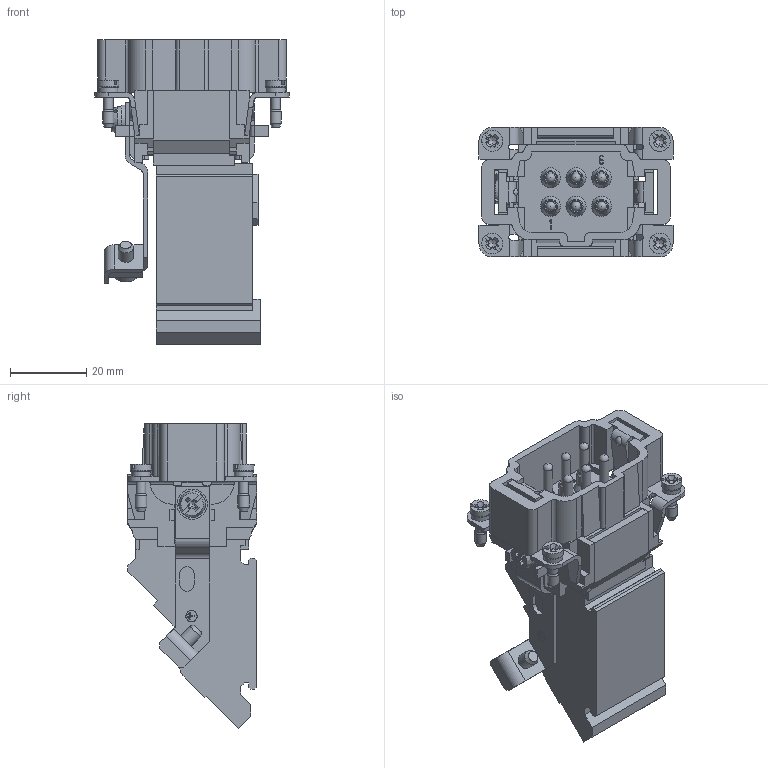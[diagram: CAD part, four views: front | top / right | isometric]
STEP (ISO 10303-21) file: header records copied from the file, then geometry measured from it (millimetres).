
FILE_DESCRIPTION(/* description */ (''),/* implementation_level */ '2;1');
FILE_NAME(/* name */ '100703520ugm000_a.stp',/* time_stamp */ '2019-05-09T15:48:14+02:00',/* author */ (''),/* organization */ (''),/* preprocessor_version */ 'ST-DEVELOPER v16.7',/* originating_system */ 'SIEMENS PLM Software NX 12.0',/* authorisation */ '');
FILE_SCHEMA (('AUTOMOTIVE_DESIGN { 1 0 10303 214 3 1 1 1 }'));
Length unit declared in the file: millimetre
Products named in the file (1): 100703520ugm000_a
Bounding box: 51 x 34.1 x 80.09 mm (x, y, z)
Volume: 47749 mm3; surface area: 20350.5 mm2
Topology: 1 solids, 1 shells, 1025 faces, 2910 edges, 1918 vertices
Faces by surface type: plane 752, cylinder 167, cone 64, extrusion 28, sphere 10, torus 4
Full cylindrical faces by diameter (mm): 0.455 x1, 0.538 x1, 2.5 x10, 2.925 x1, 3 x5, 3.242 x1, 3.6 x6, 3.7 x6, 4 x2, 4.65 x1, 5 x4, 5.5 x4, 7 x2, 8 x1
Entity records: 39935 total; most frequent: CARTESIAN_POINT 6889, ORIENTED_EDGE 5540, DIRECTION 5018, EDGE_CURVE 2770, VECTOR 2034, LINE 2006, VERTEX_POINT 1876, AXIS2_PLACEMENT_3D 1492
